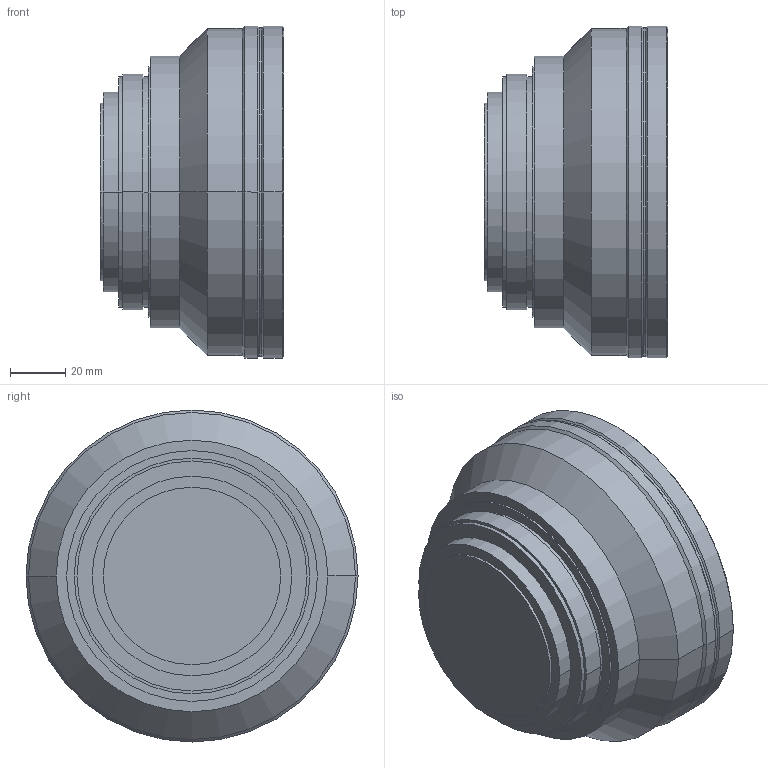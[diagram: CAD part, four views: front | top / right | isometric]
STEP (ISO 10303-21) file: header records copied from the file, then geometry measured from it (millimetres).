
FILE_DESCRIPTION (( 'STEP AP214' ), '1' );
FILE_NAME ('QiOptic_4401_508_000_26_MBOKJ-CAD.STEP', '2024-10-09T10:46:10', ( '' ), ( '' ), 'SwSTEP 2.0', 'SolidWorks 2024', '' );
FILE_SCHEMA (( 'AUTOMOTIVE_DESIGN' ));
Length unit declared in the file: millimetre
Products named in the file (1): QiOptic_4401_508_000_26_MBOKJ-CAD
Bounding box: 66.2 x 119.8 x 119.8 mm (x, y, z)
Volume: 568251 mm3; surface area: 42414.7 mm2
Topology: 1 solids, 1 shells, 40 faces, 78 edges, 46 vertices
Faces by surface type: cylinder 22, cone 10, plane 8
Entity records: 1047 total; most frequent: DIRECTION 206, CARTESIAN_POINT 165, ORIENTED_EDGE 156, AXIS2_PLACEMENT_3D 87, EDGE_CURVE 78, EDGE_LOOP 46, VERTEX_POINT 46, CIRCLE 46
